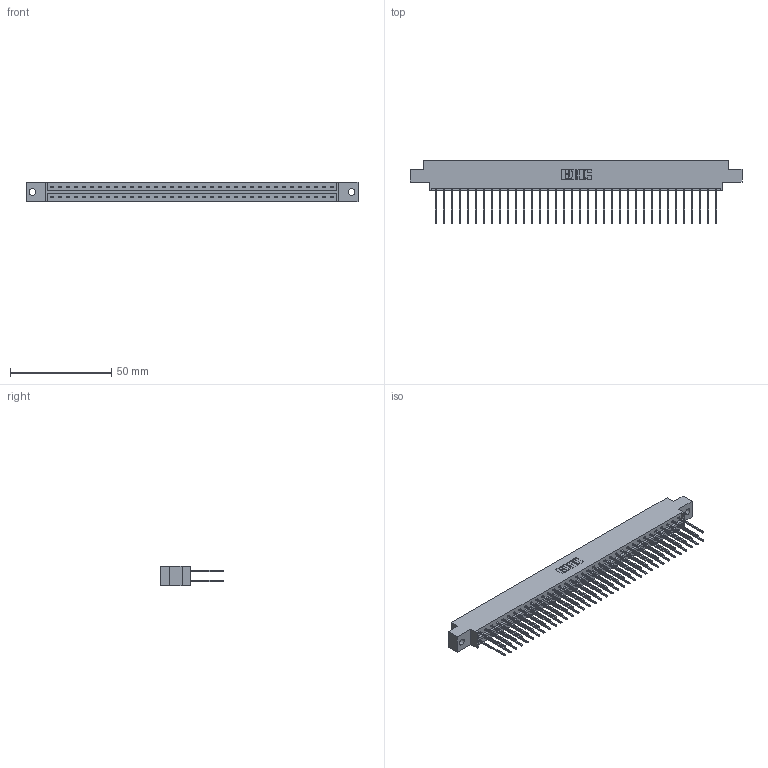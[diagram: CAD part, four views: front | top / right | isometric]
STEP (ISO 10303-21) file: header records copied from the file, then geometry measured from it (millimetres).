
FILE_DESCRIPTION (( 'STEP AP203' ), '1' );
FILE_NAME ('333-072-542-802.STEP', '2018-08-04T20:55:24', ( '' ), ( '' ), 'SwSTEP 2.0', 'SolidWorks 2016', '' );
FILE_SCHEMA (( 'CONFIG_CONTROL_DESIGN' ));
Length unit declared in the file: inch
Products named in the file (3): 333 Part_Offset - .128 Dia; 345-292-001_345-293-142; 333-072-542-802
Assembly tree (73 placements, depth 2):
  333-072-542-802
    333 Part_Offset - .128 Dia
    345-292-001_345-293-142  x72
Bounding box: 164.19 x 31.63 x 9.4 mm (x, y, z)
Volume: 16777.5 mm3; surface area: 21378.8 mm2
Topology: 73 solids, 73 shells, 3862 faces, 11483 edges, 7558 vertices
Faces by surface type: plane 2666, cylinder 1196
Entity records: 24089 total; most frequent: CARTESIAN_POINT 4002, ORIENTED_EDGE 3938, DIRECTION 3429, EDGE_CURVE 1969, VECTOR 1841, LINE 1841, VERTEX_POINT 1310, AXIS2_PLACEMENT_3D 794
